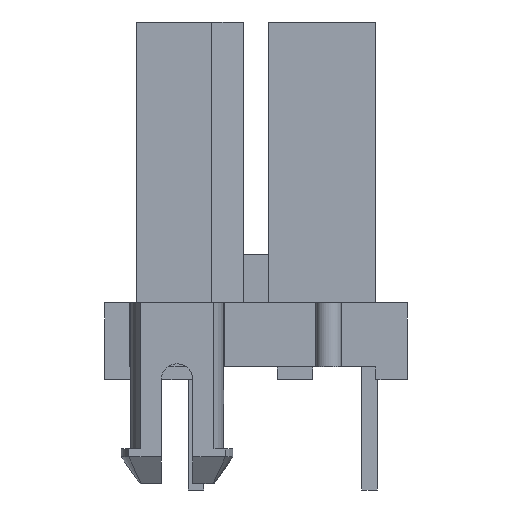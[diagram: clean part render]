
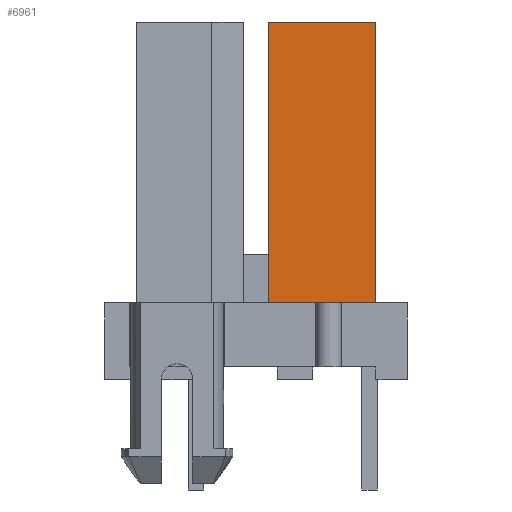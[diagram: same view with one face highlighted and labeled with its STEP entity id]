
A CAD part, left-side view. The second image highlights one B-rep face of the part: STEP entity #6961.
In plain terms, the highlighted planar face has unit normal (-1, 0, 0).
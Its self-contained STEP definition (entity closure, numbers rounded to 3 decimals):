
#86=DIRECTION('',(0.,-1.,0.));
#87=VECTOR('',#86,3.4);
#88=CARTESIAN_POINT('',(-5.9,-0.4,0.));
#89=LINE('',#88,#87);
#2183=DIRECTION('',(0.,0.,1.));
#2184=VECTOR('',#2183,8.9);
#2185=CARTESIAN_POINT('',(-5.9,-3.8,0.));
#2186=LINE('',#2185,#2184);
#2187=DIRECTION('',(0.,0.,1.));
#2188=VECTOR('',#2187,8.9);
#2189=CARTESIAN_POINT('',(-5.9,-0.4,0.));
#2190=LINE('',#2189,#2188);
#2215=DIRECTION('',(0.,-1.,0.));
#2216=VECTOR('',#2215,3.4);
#2217=CARTESIAN_POINT('',(-5.9,-0.4,8.9));
#2218=LINE('',#2217,#2216);
#2977=CARTESIAN_POINT('',(-5.9,-0.4,8.9));
#2978=CARTESIAN_POINT('',(-5.9,-3.8,8.9));
#2979=VERTEX_POINT('',#2977);
#2980=VERTEX_POINT('',#2978);
#2997=CARTESIAN_POINT('',(-5.9,-0.4,0.));
#2998=CARTESIAN_POINT('',(-5.9,-3.8,0.));
#2999=VERTEX_POINT('',#2997);
#3000=VERTEX_POINT('',#2998);
#6949=CARTESIAN_POINT('',(-5.9,-0.4,0.));
#6950=DIRECTION('',(-1.,0.,0.));
#6951=DIRECTION('',(0.,-1.,0.));
#6952=AXIS2_PLACEMENT_3D('',#6949,#6950,#6951);
#6953=PLANE('',#6952);
#6954=ORIENTED_EDGE('',*,*,#3898,.F.);
#6955=ORIENTED_EDGE('',*,*,#6914,.T.);
#6957=ORIENTED_EDGE('',*,*,#6956,.T.);
#6958=ORIENTED_EDGE('',*,*,#6941,.F.);
#6959=EDGE_LOOP('',(#6954,#6955,#6957,#6958));
#6960=FACE_OUTER_BOUND('',#6959,.F.);
#6961=ADVANCED_FACE('',(#6960),#6953,.T.);
#3898=EDGE_CURVE('',#2999,#3000,#89,.T.);
#6914=EDGE_CURVE('',#2999,#2979,#2190,.T.);
#6941=EDGE_CURVE('',#3000,#2980,#2186,.T.);
#6956=EDGE_CURVE('',#2979,#2980,#2218,.T.);
